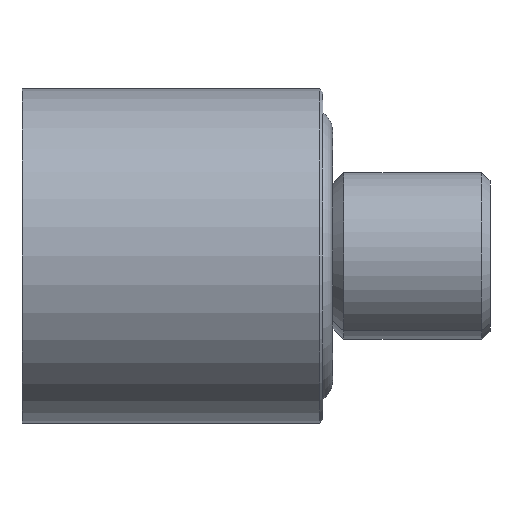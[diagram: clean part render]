
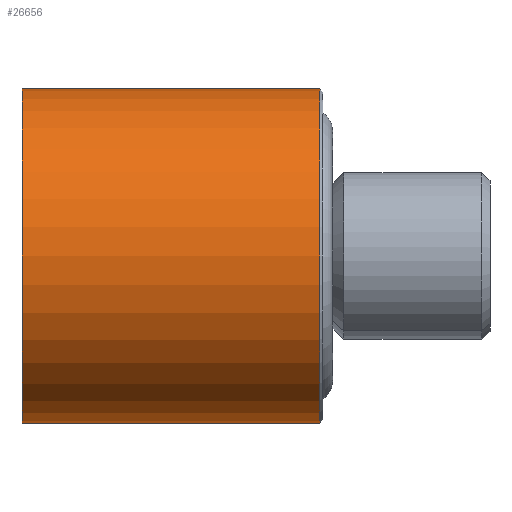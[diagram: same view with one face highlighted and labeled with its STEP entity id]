
A CAD part, left-side view. The second image highlights one B-rep face of the part: STEP entity #26656.
In plain terms, the highlighted cylindrical face has radius 10 mm (diameter 20 mm), a partial arc.
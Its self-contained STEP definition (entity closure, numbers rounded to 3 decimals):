
#681 = DIRECTION ( 'NONE',  ( 0., 0., -1. ) ) ;
#2705 = VERTEX_POINT ( 'NONE', #10768 ) ;
#3787 = EDGE_CURVE ( 'NONE', #2705, #8811, #15215, .T. ) ;
#4047 = CARTESIAN_POINT ( 'NONE',  ( 0., 0., -10. ) ) ;
#4058 = ORIENTED_EDGE ( 'NONE', *, *, #6261, .F. ) ;
#4316 = CARTESIAN_POINT ( 'NONE',  ( 0., 0.2, 0. ) ) ;
#5075 = CARTESIAN_POINT ( 'NONE',  ( 0., 0., 10. ) ) ;
#5264 = DIRECTION ( 'NONE',  ( 0., 0., 1. ) ) ;
#5697 = ORIENTED_EDGE ( 'NONE', *, *, #15252, .T. ) ;
#5708 = VERTEX_POINT ( 'NONE', #15093 ) ;
#6039 = DIRECTION ( 'NONE',  ( 0., 1., 0. ) ) ;
#6261 = EDGE_CURVE ( 'NONE', #8811, #17657, #25593, .T. ) ;
#8171 = AXIS2_PLACEMENT_3D ( 'NONE', #9659, #24817, #5264 ) ;
#8811 = VERTEX_POINT ( 'NONE', #11639 ) ;
#9659 = CARTESIAN_POINT ( 'NONE',  ( 0., 0., 0. ) ) ;
#10768 = CARTESIAN_POINT ( 'NONE',  ( 0., 0.2, 10. ) ) ;
#10879 = DIRECTION ( 'NONE',  ( 0., -1., 0. ) ) ;
#11639 = CARTESIAN_POINT ( 'NONE',  ( 0., 0.2, -10. ) ) ;
#11783 = CARTESIAN_POINT ( 'NONE',  ( 0., 18., -10. ) ) ;
#11805 = CYLINDRICAL_SURFACE ( 'NONE', #8171, 10. ) ;
#13562 = DIRECTION ( 'NONE',  ( 0., 1., 0. ) ) ;
#15093 = CARTESIAN_POINT ( 'NONE',  ( 0., 18., 10. ) ) ;
#15215 = CIRCLE ( 'NONE', #25261, 10. ) ;
#15252 = EDGE_CURVE ( 'NONE', #2705, #5708, #26651, .T. ) ;
#15740 = EDGE_LOOP ( 'NONE', ( #4058, #26203, #5697, #21915 ) ) ;
#15936 = FACE_OUTER_BOUND ( 'NONE', #15740, .T. ) ;
#17657 = VERTEX_POINT ( 'NONE', #11783 ) ;
#18223 = DIRECTION ( 'NONE',  ( 0., 1., 0. ) ) ;
#18504 = CIRCLE ( 'NONE', #28109, 10. ) ;
#18974 = VECTOR ( 'NONE', #18223, 1000. ) ;
#20275 = CARTESIAN_POINT ( 'NONE',  ( 0., 18., 0. ) ) ;
#21564 = VECTOR ( 'NONE', #6039, 1000. ) ;
#21756 = DIRECTION ( 'NONE',  ( 0., 0., 1. ) ) ;
#21915 = ORIENTED_EDGE ( 'NONE', *, *, #23562, .F. ) ;
#23562 = EDGE_CURVE ( 'NONE', #17657, #5708, #18504, .T. ) ;
#24817 = DIRECTION ( 'NONE',  ( 0., 1., 0. ) ) ;
#25261 = AXIS2_PLACEMENT_3D ( 'NONE', #4316, #10879, #21756 ) ;
#25593 = LINE ( 'NONE', #4047, #21564 ) ;
#26203 = ORIENTED_EDGE ( 'NONE', *, *, #3787, .F. ) ;
#26651 = LINE ( 'NONE', #5075, #18974 ) ;
#26656 = ADVANCED_FACE ( 'NONE', ( #15936 ), #11805, .T. ) ;
#28109 = AXIS2_PLACEMENT_3D ( 'NONE', #20275, #13562, #681 ) ;
